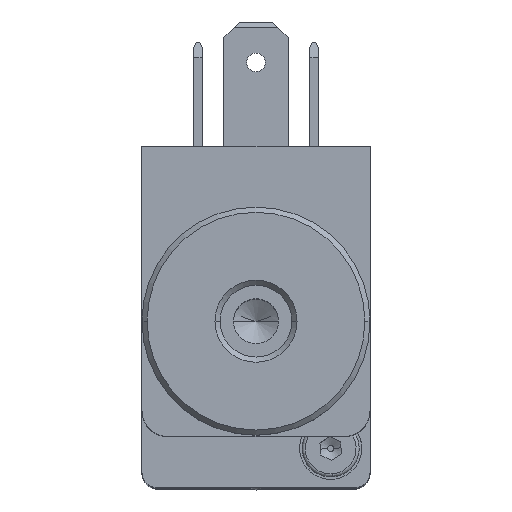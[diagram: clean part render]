
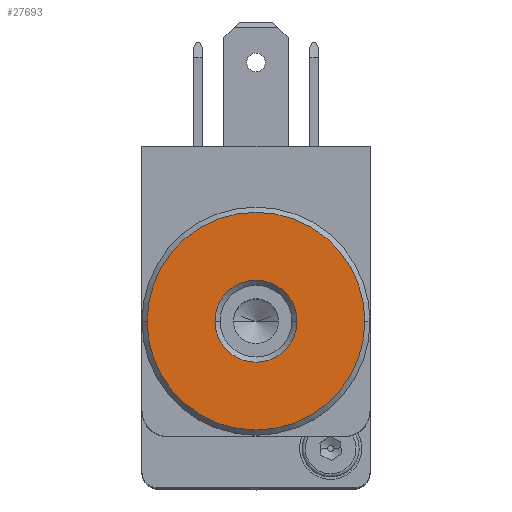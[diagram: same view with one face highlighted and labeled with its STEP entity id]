
A CAD part, top view. The second image highlights one B-rep face of the part: STEP entity #27693.
In plain terms, the highlighted face is planar.
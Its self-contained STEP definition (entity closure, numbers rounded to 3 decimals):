
#27463=CARTESIAN_POINT('',(-10.5,0.,-2.25));
#27464=VERTEX_POINT('',#27463);
#27471=CARTESIAN_POINT('',(10.5,0.0,-2.25));
#27472=VERTEX_POINT('',#27471);
#27473=CARTESIAN_POINT('',(0.0,0.0,-2.25));
#27474=DIRECTION('',(0.0,0.0,1.0));
#27475=DIRECTION('',(-1.0,0.0,0.0));
#27476=AXIS2_PLACEMENT_3D('',#27473,#27474,#27475);
#27477=CIRCLE('',#27476,10.5);
#27478=EDGE_CURVE('',#27464,#27472,#27477,.T.);
#27537=CARTESIAN_POINT('',(-3.956,0.,-2.25));
#27538=VERTEX_POINT('',#27537);
#27552=CARTESIAN_POINT('',(3.956,0.0,-2.25));
#27553=VERTEX_POINT('',#27552);
#27560=CARTESIAN_POINT('',(0.0,0.0,-2.25));
#27561=DIRECTION('',(0.0,0.0,-1.0));
#27562=DIRECTION('',(-1.0,0.0,0.0));
#27563=AXIS2_PLACEMENT_3D('',#27560,#27561,#27562);
#27564=CIRCLE('',#27563,3.956);
#27565=EDGE_CURVE('',#27553,#27538,#27564,.T.);
#27662=CARTESIAN_POINT('',(0.0,0.0,-2.25));
#27663=DIRECTION('',(0.0,0.0,-1.0));
#27664=DIRECTION('',(-1.0,0.0,0.0));
#27665=AXIS2_PLACEMENT_3D('',#27662,#27663,#27664);
#27666=CIRCLE('',#27665,3.956);
#27667=EDGE_CURVE('',#27538,#27553,#27666,.T.);
#27674=CARTESIAN_POINT('',(0.92,0.0,-2.25));
#27675=DIRECTION('',(0.0,0.0,1.0));
#27676=DIRECTION('',(1.0,0.0,0.0));
#27677=AXIS2_PLACEMENT_3D('',#27674,#27675,#27676);
#27678=PLANE('',#27677);
#27679=CARTESIAN_POINT('',(0.0,0.0,-2.25));
#27680=DIRECTION('',(0.0,0.0,1.0));
#27681=DIRECTION('',(-1.0,0.0,0.0));
#27682=AXIS2_PLACEMENT_3D('',#27679,#27680,#27681);
#27683=CIRCLE('',#27682,10.5);
#27684=EDGE_CURVE('',#27472,#27464,#27683,.T.);
#27685=ORIENTED_EDGE('',*,*,#27684,.F.);
#27686=ORIENTED_EDGE('',*,*,#27478,.F.);
#27687=EDGE_LOOP('',(#27685,#27686));
#27688=FACE_OUTER_BOUND('',#27687,.T.);
#27689=ORIENTED_EDGE('',*,*,#27565,.F.);
#27690=ORIENTED_EDGE('',*,*,#27667,.F.);
#27691=EDGE_LOOP('',(#27689,#27690));
#27692=FACE_BOUND('',#27691,.T.);
#27693=ADVANCED_FACE('',(#27688,#27692),#27678,.F.);
